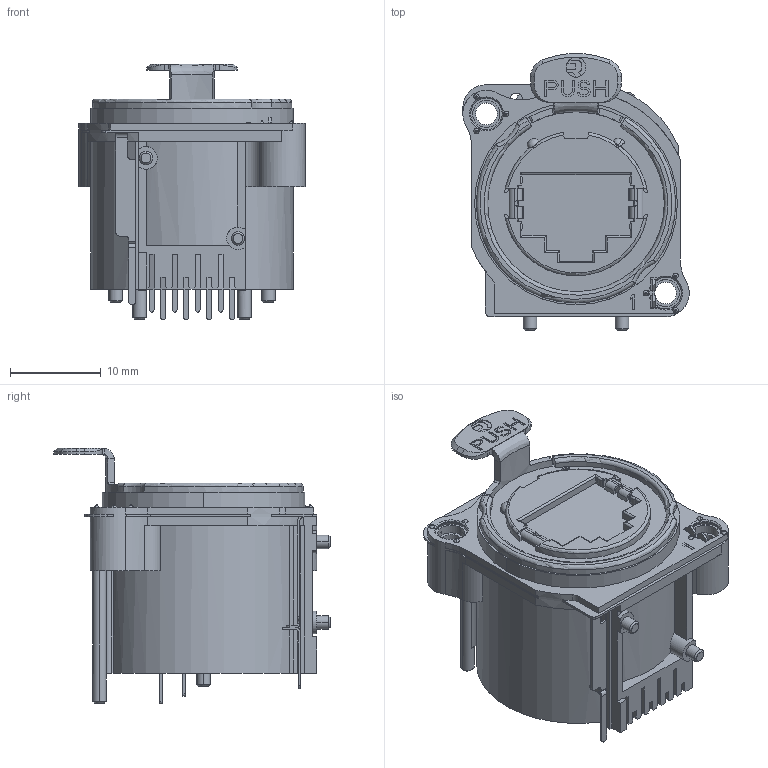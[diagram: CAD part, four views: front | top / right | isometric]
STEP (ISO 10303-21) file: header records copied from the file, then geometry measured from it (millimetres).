
FILE_DESCRIPTION((''),'2;1');
FILE_NAME('RRE8F-B-001_SW0001','2024-04-28T16:37:23',('zhj'),(''),'CREO PARAMETRIC BY PTC INC, 2021184','CREO PARAMETRIC BY PTC INC, 2021184','');
FILE_SCHEMA(('CONFIG_CONTROL_DESIGN'));
Length unit declared in the file: millimetre
Products named in the file (1): RRE8F-B-001_SW0001
Bounding box: 25 x 30.54 x 28.26 mm (x, y, z)
Volume: 8929.5 mm3; surface area: 3772.3 mm2
Topology: 1 solids, 2 shells, 761 faces, 2122 edges, 1369 vertices
Faces by surface type: plane 484, cylinder 171, cone 47, torus 21, sphere 19, bspline 11, extrusion 8
Entity records: 25543 total; most frequent: CARTESIAN_POINT 5948, ORIENTED_EDGE 4204, DIRECTION 3950, EDGE_CURVE 2102, VECTOR 1406, LINE 1398, VERTEX_POINT 1369, AXIS2_PLACEMENT_3D 1272
